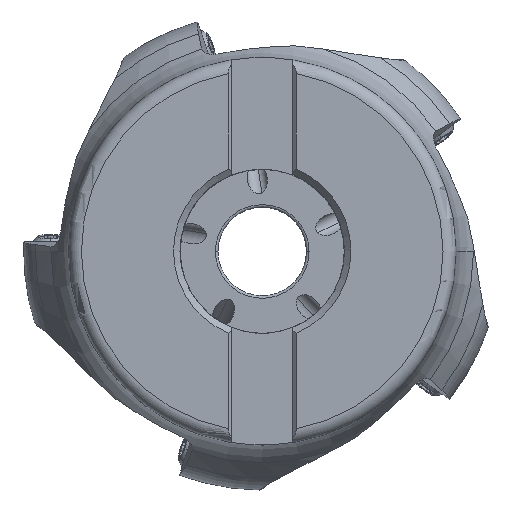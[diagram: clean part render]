
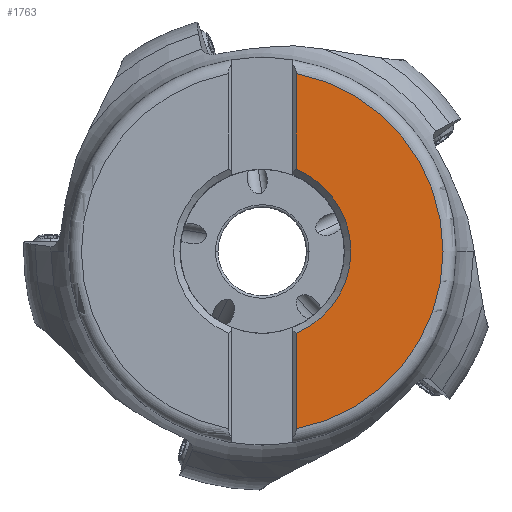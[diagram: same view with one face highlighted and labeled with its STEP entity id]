
A CAD part, top view. The second image highlights one B-rep face of the part: STEP entity #1763.
In plain terms, the highlighted planar face has unit normal (0, 0, 1).
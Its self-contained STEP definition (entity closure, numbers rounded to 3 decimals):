
#321=PLANE('',#10886);
#781=LINE('',#19243,#1284);
#783=LINE('',#19283,#1286);
#1284=VECTOR('',#12911,1.);
#1286=VECTOR('',#12925,1.);
#1763=ADVANCED_FACE('',(#2476),#321,.T.);
#2476=FACE_OUTER_BOUND('',#2984,.T.);
#2984=EDGE_LOOP('',(#5453,#5454,#5455,#5456,#5457,#5458));
#5453=ORIENTED_EDGE('',*,*,#8777,.F.);
#5454=ORIENTED_EDGE('',*,*,#8776,.F.);
#5455=ORIENTED_EDGE('',*,*,#8783,.T.);
#5456=ORIENTED_EDGE('',*,*,#8768,.F.);
#5457=ORIENTED_EDGE('',*,*,#8767,.F.);
#5458=ORIENTED_EDGE('',*,*,#8773,.T.);
#7446=VERTEX_POINT('',#19178);
#7447=VERTEX_POINT('',#19179);
#7448=VERTEX_POINT('',#19181);
#7451=VERTEX_POINT('',#19244);
#7453=VERTEX_POINT('',#19255);
#7454=VERTEX_POINT('',#19256);
#8767=EDGE_CURVE('',#7446,#7447,#9674,.T.);
#8768=EDGE_CURVE('',#7447,#7448,#9675,.T.);
#8773=EDGE_CURVE('',#7446,#7451,#781,.T.);
#8776=EDGE_CURVE('',#7453,#7454,#9676,.T.);
#8777=EDGE_CURVE('',#7454,#7451,#9677,.T.);
#8783=EDGE_CURVE('',#7453,#7448,#783,.T.);
#9674=CIRCLE('',#10825,28.);
#9675=CIRCLE('',#10826,28.);
#9676=CIRCLE('',#10829,13.735);
#9677=CIRCLE('',#10830,13.735);
#10825=AXIS2_PLACEMENT_3D('',#19177,#12905,#12906);
#10826=AXIS2_PLACEMENT_3D('',#19180,#12907,#12908);
#10829=AXIS2_PLACEMENT_3D('',#19254,#12915,#12916);
#10830=AXIS2_PLACEMENT_3D('',#19257,#12917,#12918);
#10886=AXIS2_PLACEMENT_3D('',#19380,#13049,#13050);
#12905=DIRECTION('',(0.,0.,-1.));
#12906=DIRECTION('',(0.188,0.982,0.));
#12907=DIRECTION('',(0.,0.,-1.));
#12908=DIRECTION('',(1.,-0.001,0.));
#12911=DIRECTION('',(0.,-1.,0.));
#12915=DIRECTION('',(0.,0.,1.));
#12916=DIRECTION('',(0.383,-0.924,0.));
#12917=DIRECTION('',(0.,0.,1.));
#12918=DIRECTION('',(1.,0.,0.));
#12925=DIRECTION('',(0.,-1.,0.));
#13049=DIRECTION('',(0.,0.,1.));
#13050=DIRECTION('',(1.,0.,0.));
#19177=CARTESIAN_POINT('',(0.,0.,0.));
#19178=CARTESIAN_POINT('',(5.265,27.501,0.));
#19179=CARTESIAN_POINT('',(28.,-0.02,0.));
#19180=CARTESIAN_POINT('',(0.,0.,0.));
#19181=CARTESIAN_POINT('',(5.265,-27.501,0.));
#19243=CARTESIAN_POINT('',(5.265,27.501,0.));
#19244=CARTESIAN_POINT('',(5.265,12.686,0.));
#19254=CARTESIAN_POINT('',(0.,0.,0.));
#19255=CARTESIAN_POINT('',(5.265,-12.686,0.));
#19256=CARTESIAN_POINT('',(13.735,0.,0.));
#19257=CARTESIAN_POINT('',(0.,0.,0.));
#19283=CARTESIAN_POINT('',(5.265,-12.686,0.));
#19380=CARTESIAN_POINT('',(16.632,0.,0.));
